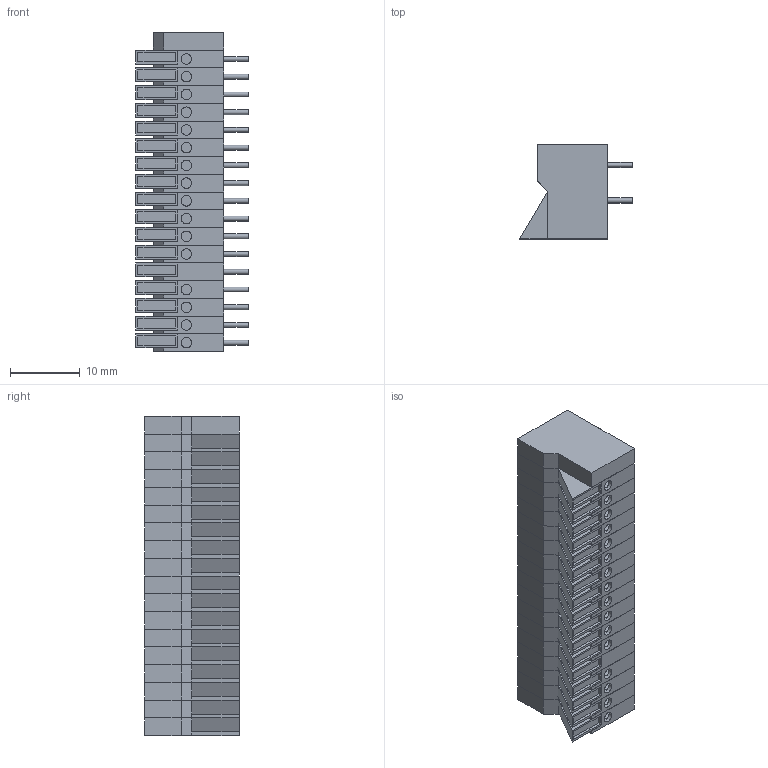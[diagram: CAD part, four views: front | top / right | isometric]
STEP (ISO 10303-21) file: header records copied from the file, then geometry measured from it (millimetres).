
FILE_DESCRIPTION(('STEP AP214'), '1');
FILE_NAME('栖闉罻', '2017-04-07T09:54:38', ('UNSPECIFIED'), ('UNSPECIFIED'), 'ASCON STEP Converter 1.3', 'ASCON Math Kernel', '');
FILE_SCHEMA(('AUTOMOTIVE_DESIGN { 1 0 10303 214 3 1 1}'));
Length unit declared in the file: millimetre
Assembly tree (18 placements, depth 2):
  (unnamed)
    (unnamed)  x16
    (unnamed)
    (unnamed)
Bounding box: 16.1 x 13.51 x 45.72 mm (x, y, z)
Volume: 4232.4 mm3; surface area: 9646.1 mm2
Topology: 35 solids, 35 shells, 634 faces, 1570 edges, 1041 vertices
Faces by surface type: plane 533, cylinder 101
Full cylindrical faces by diameter (mm): 0.7 x34, 1.5 x67
Entity records: 3472 total; most frequent: CARTESIAN_POINT 402, DIRECTION 401, ORIENTED_EDGE 356, EDGE_CURVE 178, LINE 151, VECTOR 151, VERTEX_POINT 126, AXIS2_PLACEMENT_3D 125
